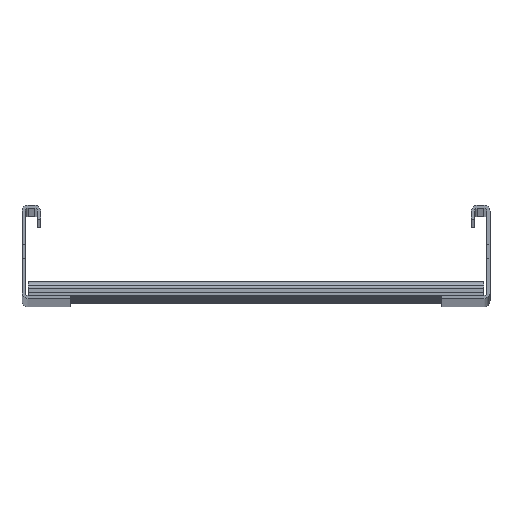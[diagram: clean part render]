
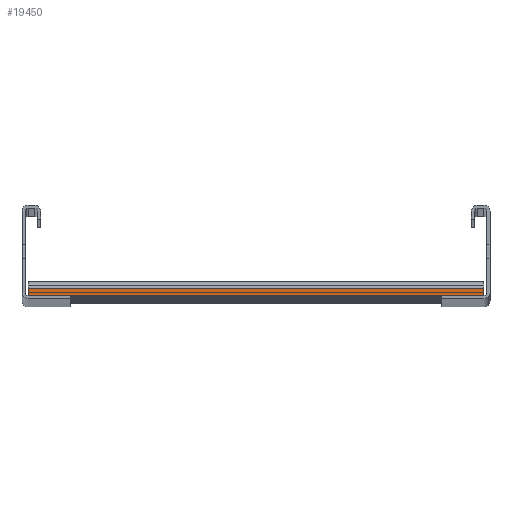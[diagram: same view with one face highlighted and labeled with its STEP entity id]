
A CAD part, top view. The second image highlights one B-rep face of the part: STEP entity #19450.
In plain terms, the highlighted planar face has unit normal (0, 0, 1).
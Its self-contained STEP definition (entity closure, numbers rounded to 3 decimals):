
#1195=DIRECTION('',(1.,0.,0.));
#1196=VECTOR('',#1195,27.);
#1197=CARTESIAN_POINT('',(119.,-28.,1367.5));
#1198=LINE('',#1197,#1196);
#1563=DIRECTION('',(-1.,0.,0.));
#1564=VECTOR('',#1563,27.);
#1565=CARTESIAN_POINT('',(-119.,-28.,1367.5));
#1566=LINE('',#1565,#1564);
#5783=DIRECTION('',(0.,-1.,0.));
#5784=VECTOR('',#5783,4.5);
#5785=CARTESIAN_POINT('',(146.,-23.5,1367.5));
#5786=LINE('',#5785,#5784);
#5843=DIRECTION('',(1.,0.,0.));
#5844=VECTOR('',#5843,292.);
#5845=CARTESIAN_POINT('',(-146.,-23.5,1367.5));
#5846=LINE('',#5845,#5844);
#5903=DIRECTION('',(0.,-1.,0.));
#5904=VECTOR('',#5903,4.5);
#5905=CARTESIAN_POINT('',(-146.,-23.5,1367.5));
#5906=LINE('',#5905,#5904);
#5911=DIRECTION('',(1.,0.,0.));
#5912=VECTOR('',#5911,238.);
#5913=CARTESIAN_POINT('',(-119.,-28.,1367.5));
#5914=LINE('',#5913,#5912);
#10515=CARTESIAN_POINT('',(-146.,-28.,1367.5));
#10517=VERTEX_POINT('',#10515);
#11663=CARTESIAN_POINT('',(146.,-28.,1367.5));
#11665=VERTEX_POINT('',#11663);
#11755=CARTESIAN_POINT('',(-146.,-23.5,1367.5));
#11756=VERTEX_POINT('',#11755);
#11775=CARTESIAN_POINT('',(146.,-23.5,1367.5));
#11776=VERTEX_POINT('',#11775);
#11785=CARTESIAN_POINT('',(-119.,-28.,1367.5));
#11787=VERTEX_POINT('',#11785);
#11793=CARTESIAN_POINT('',(119.,-28.,1367.5));
#11795=VERTEX_POINT('',#11793);
#19434=CARTESIAN_POINT('',(-146.,-23.5,1367.5));
#19435=DIRECTION('',(0.,0.,1.));
#19436=DIRECTION('',(0.,-1.,0.));
#19437=AXIS2_PLACEMENT_3D('',#19434,#19435,#19436);
#19438=PLANE('',#19437);
#19439=ORIENTED_EDGE('',*,*,#13753,.T.);
#19441=ORIENTED_EDGE('',*,*,#19440,.F.);
#19443=ORIENTED_EDGE('',*,*,#19442,.T.);
#19444=ORIENTED_EDGE('',*,*,#19404,.T.);
#19445=ORIENTED_EDGE('',*,*,#13270,.F.);
#19447=ORIENTED_EDGE('',*,*,#19446,.F.);
#19448=EDGE_LOOP('',(#19439,#19441,#19443,#19444,#19445,#19447));
#19449=FACE_OUTER_BOUND('',#19448,.F.);
#19450=ADVANCED_FACE('',(#19449),#19438,.T.);
#13270=EDGE_CURVE('',#11795,#11665,#1198,.T.);
#13753=EDGE_CURVE('',#11787,#10517,#1566,.T.);
#19404=EDGE_CURVE('',#11776,#11665,#5786,.T.);
#19440=EDGE_CURVE('',#11756,#10517,#5906,.T.);
#19442=EDGE_CURVE('',#11756,#11776,#5846,.T.);
#19446=EDGE_CURVE('',#11787,#11795,#5914,.T.);
